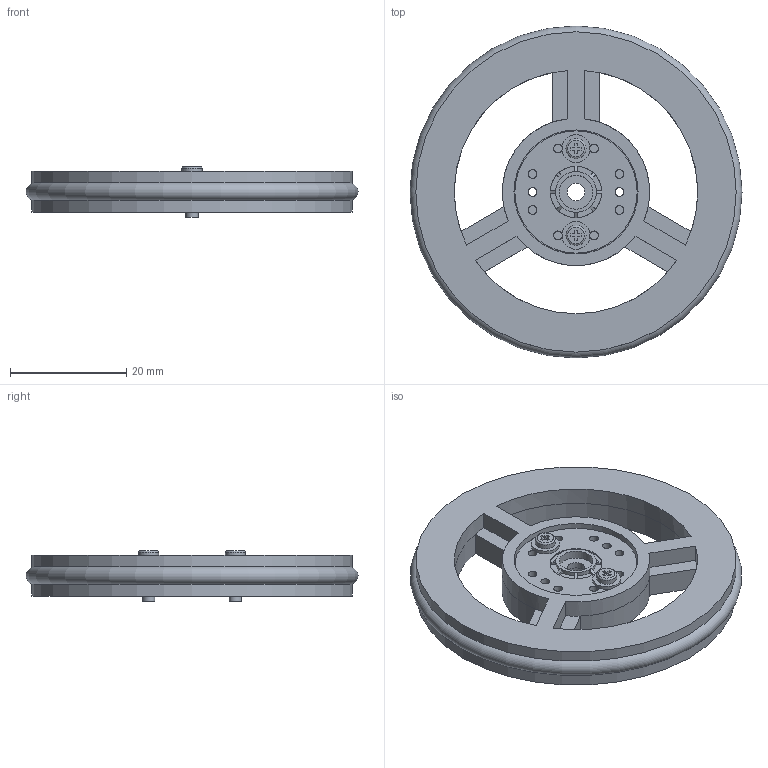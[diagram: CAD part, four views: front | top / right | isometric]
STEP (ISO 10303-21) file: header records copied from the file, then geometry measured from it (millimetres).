
FILE_DESCRIPTION(('FreeCAD Model'),'2;1');
FILE_NAME('Miniskybot-wheel-renacuajo-futaba3003-assembly.stp','2014-09-10T09:12:04',('FreeCAD'),('FreeCAD'), 'Open CASCADE STEP processor 6.7','FreeCAD','Unknown');
FILE_SCHEMA(('AUTOMOTIVE_DESIGN_CC2 { 1 2 10303 214 -1 1 5 4 }'));
Length unit declared in the file: millimetre
Products named in the file (1): Miniskybot-wheel-renacuajo-futaba-3003-assembly
Bounding box: 57 x 57 x 8.7 mm (x, y, z)
Volume: 11878.9 mm3; surface area: 9552.8 mm2
Topology: 5 solids, 5 shells, 151 faces, 361 edges, 229 vertices
Faces by surface type: plane 85, cylinder 59, torus 4, cone 3
Full cylindrical faces by diameter (mm): 1.5 x16, 2.1 x2, 3 x1, 3.44 x2, 4.8 x2, 5.4 x1, 5.8 x1, 8.1 x1, 9 x1, 21 x1, 21.3 x1, 55 x2
Entity records: 10499 total; most frequent: CARTESIAN_POINT 2116, DIRECTION 1408, LINE 752, VECTOR 752, ORIENTED_EDGE 718, PCURVE 718, DEFINITIONAL_REPRESENTATION 718, EDGE_CURVE 359
